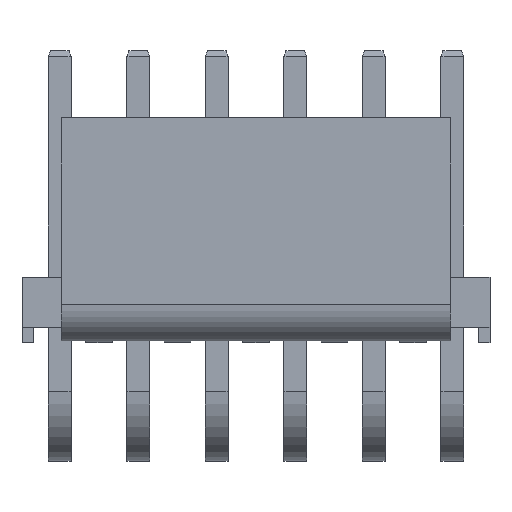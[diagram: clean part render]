
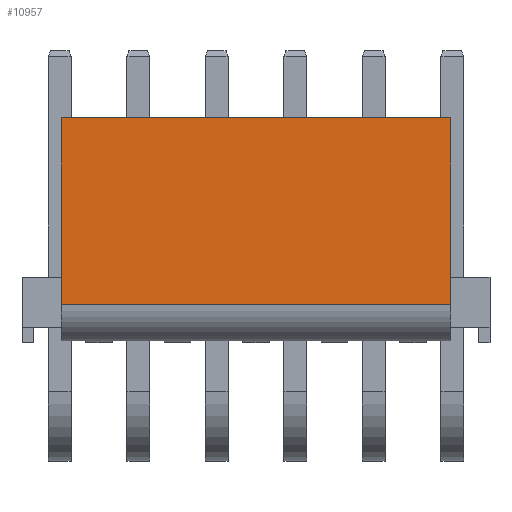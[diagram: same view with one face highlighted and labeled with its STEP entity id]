
A CAD part, top view. The second image highlights one B-rep face of the part: STEP entity #10957.
In plain terms, the highlighted planar face has unit normal (0, 0, 1).
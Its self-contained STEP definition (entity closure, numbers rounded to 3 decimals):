
#1856 = PLANE('',#1857);
#1857 = AXIS2_PLACEMENT_3D('',#1858,#1859,#1860);
#1858 = CARTESIAN_POINT('',(19.725,19.345,10.01));
#1859 = DIRECTION('',(-1.,0.,0.));
#1860 = DIRECTION('',(0.,-1.,0.));
#2470 = PLANE('',#2471);
#2471 = AXIS2_PLACEMENT_3D('',#2472,#2473,#2474);
#2472 = CARTESIAN_POINT('',(0.075,4.715,10.01));
#2473 = DIRECTION('',(1.,0.,0.));
#2474 = DIRECTION('',(0.,1.,0.));
#4935 = EDGE_CURVE('',#4936,#4938,#4940,.T.);
#4936 = VERTEX_POINT('',#4937);
#4937 = CARTESIAN_POINT('',(0.075,7.32,10.01));
#4938 = VERTEX_POINT('',#4939);
#4939 = CARTESIAN_POINT('',(0.075,16.74,10.01));
#4940 = SURFACE_CURVE('',#4941,(#4945,#4952),.PCURVE_S1.);
#4941 = LINE('',#4942,#4943);
#4942 = CARTESIAN_POINT('',(0.075,4.715,10.01));
#4943 = VECTOR('',#4944,1.);
#4944 = DIRECTION('',(0.,1.,0.));
#4945 = PCURVE('',#2470,#4946);
#4946 = DEFINITIONAL_REPRESENTATION('',(#4947),#4951);
#4947 = LINE('',#4948,#4949);
#4948 = CARTESIAN_POINT('',(0.,0.));
#4949 = VECTOR('',#4950,1.);
#4950 = DIRECTION('',(1.,0.));
#4951 = ( GEOMETRIC_REPRESENTATION_CONTEXT(2)
PARAMETRIC_REPRESENTATION_CONTEXT() REPRESENTATION_CONTEXT('2D SPACE',''
) );
#4952 = PCURVE('',#4953,#4958);
#4953 = PLANE('',#4954);
#4954 = AXIS2_PLACEMENT_3D('',#4955,#4956,#4957);
#4955 = CARTESIAN_POINT('',(21.705,16.74,10.01));
#4956 = DIRECTION('',(0.,0.,1.));
#4957 = DIRECTION('',(0.,-1.,0.));
#4958 = DEFINITIONAL_REPRESENTATION('',(#4959),#4963);
#4959 = LINE('',#4960,#4961);
#4960 = CARTESIAN_POINT('',(12.025,-21.63));
#4961 = VECTOR('',#4962,1.);
#4962 = DIRECTION('',(-1.,0.));
#4963 = ( GEOMETRIC_REPRESENTATION_CONTEXT(2)
PARAMETRIC_REPRESENTATION_CONTEXT() REPRESENTATION_CONTEXT('2D SPACE',''
) );
#4982 = CYLINDRICAL_SURFACE('',#4983,1.948);
#4983 = AXIS2_PLACEMENT_3D('',#4984,#4985,#4986);
#4984 = CARTESIAN_POINT('',(21.705,7.357,8.063));
#4985 = DIRECTION('',(1.,0.,0.));
#4986 = DIRECTION('',(0.,-0.019,
1.));
#5214 = PLANE('',#5215);
#5215 = AXIS2_PLACEMENT_3D('',#5216,#5217,#5218);
#5216 = CARTESIAN_POINT('',(21.705,16.74,9.24));
#5217 = DIRECTION('',(0.,1.,0.));
#5218 = DIRECTION('',(0.,0.,1.));
#6389 = EDGE_CURVE('',#6390,#6392,#6394,.T.);
#6390 = VERTEX_POINT('',#6391);
#6391 = CARTESIAN_POINT('',(19.725,16.74,10.01));
#6392 = VERTEX_POINT('',#6393);
#6393 = CARTESIAN_POINT('',(19.725,7.32,10.01));
#6394 = SURFACE_CURVE('',#6395,(#6399,#6406),.PCURVE_S1.);
#6395 = LINE('',#6396,#6397);
#6396 = CARTESIAN_POINT('',(19.725,19.345,10.01));
#6397 = VECTOR('',#6398,1.);
#6398 = DIRECTION('',(0.,-1.,0.));
#6399 = PCURVE('',#1856,#6400);
#6400 = DEFINITIONAL_REPRESENTATION('',(#6401),#6405);
#6401 = LINE('',#6402,#6403);
#6402 = CARTESIAN_POINT('',(0.,0.));
#6403 = VECTOR('',#6404,1.);
#6404 = DIRECTION('',(1.,0.));
#6405 = ( GEOMETRIC_REPRESENTATION_CONTEXT(2)
PARAMETRIC_REPRESENTATION_CONTEXT() REPRESENTATION_CONTEXT('2D SPACE',''
) );
#6406 = PCURVE('',#4953,#6407);
#6407 = DEFINITIONAL_REPRESENTATION('',(#6408),#6412);
#6408 = LINE('',#6409,#6410);
#6409 = CARTESIAN_POINT('',(-2.605,-1.98));
#6410 = VECTOR('',#6411,1.);
#6411 = DIRECTION('',(1.,0.));
#6412 = ( GEOMETRIC_REPRESENTATION_CONTEXT(2)
PARAMETRIC_REPRESENTATION_CONTEXT() REPRESENTATION_CONTEXT('2D SPACE',''
) );
#10957 = ADVANCED_FACE('',(#10958),#4953,.T.);
#10958 = FACE_BOUND('',#10959,.T.);
#10959 = EDGE_LOOP('',(#10960,#10961,#10982,#10983));
#10960 = ORIENTED_EDGE('',*,*,#6389,.F.);
#10961 = ORIENTED_EDGE('',*,*,#10962,.T.);
#10962 = EDGE_CURVE('',#6390,#4938,#10963,.T.);
#10963 = SURFACE_CURVE('',#10964,(#10968,#10975),.PCURVE_S1.);
#10964 = LINE('',#10965,#10966);
#10965 = CARTESIAN_POINT('',(21.705,16.74,10.01));
#10966 = VECTOR('',#10967,1.);
#10967 = DIRECTION('',(-1.,0.,0.));
#10968 = PCURVE('',#4953,#10969);
#10969 = DEFINITIONAL_REPRESENTATION('',(#10970),#10974);
#10970 = LINE('',#10971,#10972);
#10971 = CARTESIAN_POINT('',(0.,0.));
#10972 = VECTOR('',#10973,1.);
#10973 = DIRECTION('',(0.,-1.));
#10974 = ( GEOMETRIC_REPRESENTATION_CONTEXT(2)
PARAMETRIC_REPRESENTATION_CONTEXT() REPRESENTATION_CONTEXT('2D SPACE',''
) );
#10975 = PCURVE('',#5214,#10976);
#10976 = DEFINITIONAL_REPRESENTATION('',(#10977),#10981);
#10977 = LINE('',#10978,#10979);
#10978 = CARTESIAN_POINT('',(0.77,0.));
#10979 = VECTOR('',#10980,1.);
#10980 = DIRECTION('',(0.,-1.));
#10981 = ( GEOMETRIC_REPRESENTATION_CONTEXT(2)
PARAMETRIC_REPRESENTATION_CONTEXT() REPRESENTATION_CONTEXT('2D SPACE',''
) );
#10982 = ORIENTED_EDGE('',*,*,#4935,.F.);
#10983 = ORIENTED_EDGE('',*,*,#10984,.F.);
#10984 = EDGE_CURVE('',#6392,#4936,#10985,.T.);
#10985 = SURFACE_CURVE('',#10986,(#10990,#10997),.PCURVE_S1.);
#10986 = LINE('',#10987,#10988);
#10987 = CARTESIAN_POINT('',(21.705,7.32,10.01));
#10988 = VECTOR('',#10989,1.);
#10989 = DIRECTION('',(-1.,0.,0.));
#10990 = PCURVE('',#4953,#10991);
#10991 = DEFINITIONAL_REPRESENTATION('',(#10992),#10996);
#10992 = LINE('',#10993,#10994);
#10993 = CARTESIAN_POINT('',(9.42,0.));
#10994 = VECTOR('',#10995,1.);
#10995 = DIRECTION('',(0.,-1.));
#10996 = ( GEOMETRIC_REPRESENTATION_CONTEXT(2)
PARAMETRIC_REPRESENTATION_CONTEXT() REPRESENTATION_CONTEXT('2D SPACE',''
) );
#10997 = PCURVE('',#4982,#10998);
#10998 = DEFINITIONAL_REPRESENTATION('',(#10999),#11003);
#10999 = LINE('',#11000,#11001);
#11000 = CARTESIAN_POINT('',(0.,0.));
#11001 = VECTOR('',#11002,1.);
#11002 = DIRECTION('',(0.,-1.));
#11003 = ( GEOMETRIC_REPRESENTATION_CONTEXT(2)
PARAMETRIC_REPRESENTATION_CONTEXT() REPRESENTATION_CONTEXT('2D SPACE',''
) );
